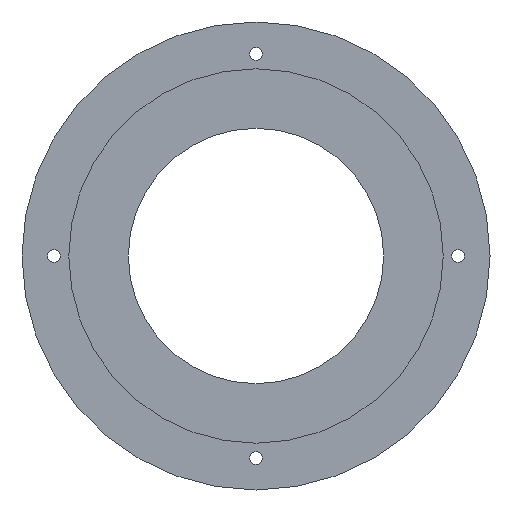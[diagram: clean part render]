
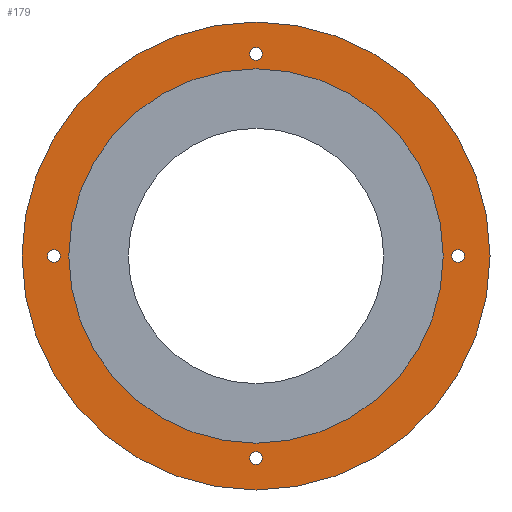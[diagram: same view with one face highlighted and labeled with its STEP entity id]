
A CAD part, front view. The second image highlights one B-rep face of the part: STEP entity #179.
In plain terms, the highlighted planar face has unit normal (0, -1, 0).
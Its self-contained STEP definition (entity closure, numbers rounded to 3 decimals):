
#16=PLANE('',#225);
#27=FACE_BOUND('',#68,.T.);
#28=FACE_BOUND('',#69,.T.);
#29=FACE_BOUND('',#70,.T.);
#30=FACE_BOUND('',#71,.T.);
#31=FACE_BOUND('',#72,.T.);
#47=FACE_OUTER_BOUND('',#67,.T.);
#67=EDGE_LOOP('',(#147));
#68=EDGE_LOOP('',(#148));
#69=EDGE_LOOP('',(#149));
#70=EDGE_LOOP('',(#150));
#71=EDGE_LOOP('',(#151));
#72=EDGE_LOOP('',(#152));
#83=CIRCLE('',#204,1.5);
#85=CIRCLE('',#207,1.5);
#87=CIRCLE('',#210,1.5);
#89=CIRCLE('',#213,1.5);
#95=CIRCLE('',#223,44.);
#97=CIRCLE('',#226,55.);
#99=VERTEX_POINT('',#291);
#101=VERTEX_POINT('',#296);
#103=VERTEX_POINT('',#301);
#105=VERTEX_POINT('',#306);
#111=VERTEX_POINT('',#322);
#113=VERTEX_POINT('',#327);
#115=EDGE_CURVE('',#99,#99,#83,.T.);
#117=EDGE_CURVE('',#101,#101,#85,.T.);
#119=EDGE_CURVE('',#103,#103,#87,.T.);
#121=EDGE_CURVE('',#105,#105,#89,.T.);
#127=EDGE_CURVE('',#111,#111,#95,.T.);
#129=EDGE_CURVE('',#113,#113,#97,.T.);
#147=ORIENTED_EDGE('',*,*,#129,.F.);
#148=ORIENTED_EDGE('',*,*,#115,.T.);
#149=ORIENTED_EDGE('',*,*,#117,.T.);
#150=ORIENTED_EDGE('',*,*,#119,.T.);
#151=ORIENTED_EDGE('',*,*,#121,.T.);
#152=ORIENTED_EDGE('',*,*,#127,.F.);
#179=ADVANCED_FACE('',(#47,#27,#28,#29,#30,#31),#16,.F.);
#204=AXIS2_PLACEMENT_3D('',#292,#235,#236);
#207=AXIS2_PLACEMENT_3D('',#297,#241,#242);
#210=AXIS2_PLACEMENT_3D('',#302,#247,#248);
#213=AXIS2_PLACEMENT_3D('',#307,#253,#254);
#223=AXIS2_PLACEMENT_3D('',#323,#273,#274);
#225=AXIS2_PLACEMENT_3D('',#326,#277,#278);
#226=AXIS2_PLACEMENT_3D('',#328,#279,#280);
#235=DIRECTION('center_axis',(0.,1.,0.));
#236=DIRECTION('ref_axis',(1.,0.,0.));
#241=DIRECTION('center_axis',(0.,1.,0.));
#242=DIRECTION('ref_axis',(1.,0.,0.));
#247=DIRECTION('center_axis',(0.,1.,0.));
#248=DIRECTION('ref_axis',(1.,0.,0.));
#253=DIRECTION('center_axis',(0.,1.,0.));
#254=DIRECTION('ref_axis',(1.,0.,0.));
#273=DIRECTION('center_axis',(0.,-1.,0.));
#274=DIRECTION('ref_axis',(-1.,0.,0.));
#277=DIRECTION('center_axis',(0.,1.,0.));
#278=DIRECTION('ref_axis',(0.,0.,1.));
#279=DIRECTION('center_axis',(0.,1.,0.));
#280=DIRECTION('ref_axis',(1.,0.,0.));
#291=CARTESIAN_POINT('',(46.,36.,0.));
#292=CARTESIAN_POINT('Origin',(47.5,36.,0.));
#296=CARTESIAN_POINT('',(-49.,36.,0.));
#297=CARTESIAN_POINT('Origin',(-47.5,36.,0.));
#301=CARTESIAN_POINT('',(-1.5,36.,47.5));
#302=CARTESIAN_POINT('Origin',(0.,36.,47.5));
#306=CARTESIAN_POINT('',(-1.5,36.,-47.5));
#307=CARTESIAN_POINT('Origin',(0.,36.,-47.5));
#322=CARTESIAN_POINT('',(44.,36.,0.));
#323=CARTESIAN_POINT('Origin',(0.,36.,0.));
#326=CARTESIAN_POINT('Origin',(0.,36.,0.));
#327=CARTESIAN_POINT('',(55.,36.,0.));
#328=CARTESIAN_POINT('Origin',(0.,36.,0.));
